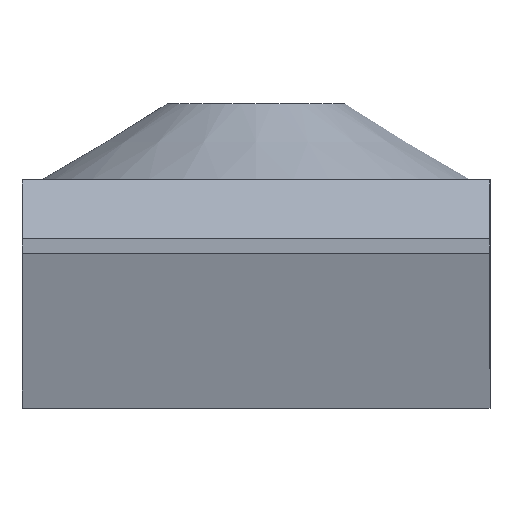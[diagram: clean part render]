
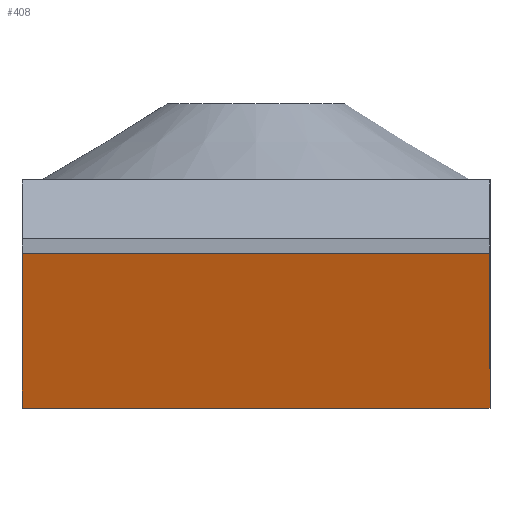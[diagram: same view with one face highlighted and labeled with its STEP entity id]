
A CAD part, left-side view. The second image highlights one B-rep face of the part: STEP entity #408.
In plain terms, the highlighted planar face has unit normal (-0.963, 0, -0.27).
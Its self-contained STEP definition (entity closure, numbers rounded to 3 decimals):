
#142 = VERTEX_POINT('',#143);
#143 = CARTESIAN_POINT('',(-4.3,4.,-2.252));
#166 = VERTEX_POINT('',#167);
#167 = CARTESIAN_POINT('',(-3.556,4.,-4.9));
#173 = EDGE_CURVE('',#166,#142,#174,.T.);
#174 = LINE('',#175,#176);
#175 = CARTESIAN_POINT('',(-4.121,4.,-2.89));
#176 = VECTOR('',#177,1.);
#177 = DIRECTION('',(-0.27,0.,0.963));
#197 = VERTEX_POINT('',#198);
#198 = CARTESIAN_POINT('',(-3.556,-4.,-4.9));
#204 = EDGE_CURVE('',#197,#166,#205,.T.);
#205 = LINE('',#206,#207);
#206 = CARTESIAN_POINT('',(-3.556,-2.25,-4.9));
#207 = VECTOR('',#208,1.);
#208 = DIRECTION('',(0.,1.,0.));
#328 = VERTEX_POINT('',#329);
#329 = CARTESIAN_POINT('',(-4.3,-4.,-2.252));
#335 = EDGE_CURVE('',#328,#197,#336,.T.);
#336 = LINE('',#337,#338);
#337 = CARTESIAN_POINT('',(-4.121,-4.,-2.89));
#338 = VECTOR('',#339,1.);
#339 = DIRECTION('',(0.27,0.,-0.963));
#397 = EDGE_CURVE('',#142,#328,#398,.T.);
#398 = LINE('',#399,#400);
#399 = CARTESIAN_POINT('',(-4.3,-0.25,-2.252));
#400 = VECTOR('',#401,1.);
#401 = DIRECTION('',(0.,-1.,0.));
#408 = ADVANCED_FACE('',(#409),#415,.T.);
#409 = FACE_BOUND('',#410,.T.);
#410 = EDGE_LOOP('',(#411,#412,#413,#414));
#411 = ORIENTED_EDGE('',*,*,#335,.F.);
#412 = ORIENTED_EDGE('',*,*,#397,.F.);
#413 = ORIENTED_EDGE('',*,*,#173,.F.);
#414 = ORIENTED_EDGE('',*,*,#204,.F.);
#415 = PLANE('',#416);
#416 = AXIS2_PLACEMENT_3D('',#417,#418,#419);
#417 = CARTESIAN_POINT('',(-4.345,-4.5,-2.091));
#418 = DIRECTION('',(-0.963,0.,-0.27));
#419 = DIRECTION('',(0.27,0.,-0.963));
